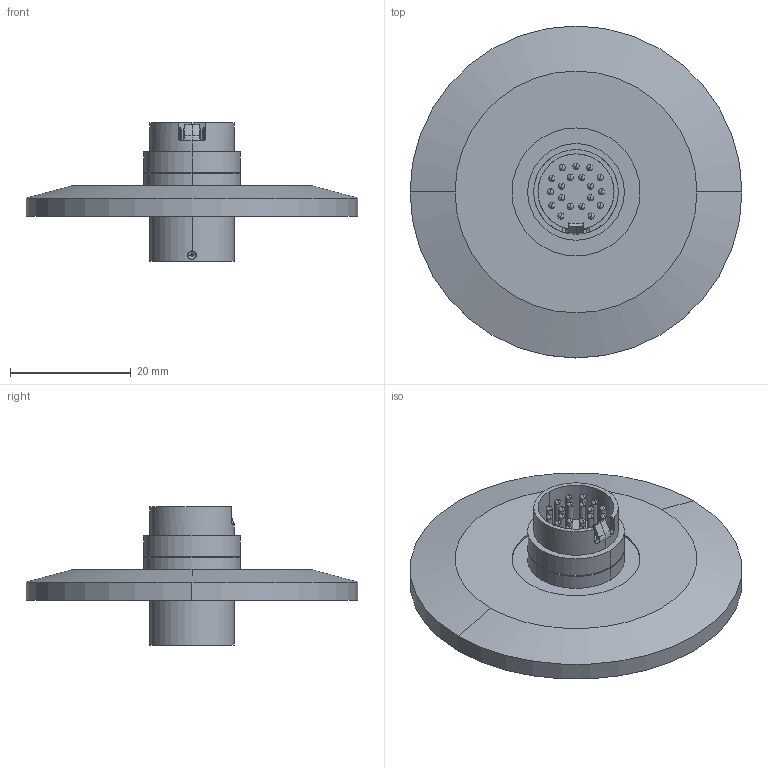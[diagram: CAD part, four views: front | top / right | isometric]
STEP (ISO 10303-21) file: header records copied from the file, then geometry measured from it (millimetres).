
FILE_DESCRIPTION (( 'STEP AP214' ), '1' );
FILE_NAME ('220-CM19-K40.STEP', '2016-11-01T15:12:07', ( 'allectra' ), ( 'Microsoft' ), 'SwSTEP 2.0', 'SolidWorks 2014', '' );
FILE_SCHEMA (( 'AUTOMOTIVE_DESIGN' ));
Length unit declared in the file: millimetre
Products named in the file (28): 9220-PIN-FENI; 9431-KF40-21,2_431-KF40-B; 9220-CM-W-V0914_Einbuchtung-neu; 9220-CM-GLASS19-PLATE; 9220-PIN-FENI_pin vergd; 220-CM19_220-CM19; 220-CM19-K40; 9431-KF40-21,2; 9220-CM-W-V0914
Assembly tree (23 placements, depth 3):
  9220-PIN-FENI
  220-CM19-K40
    9431-KF40-21,2_431-KF40-B
    220-CM19_220-CM19
      9220-CM-W-V0914_Einbuchtung-neu
      9220-CM-GLASS19-PLATE
      9220-PIN-FENI_pin vergd  x19
  9431-KF40-21,2
  9220-CM-W-V0914
  9220-CM-GLASS19-PLATE
Bounding box: 55 x 55 x 22.9 mm (x, y, z)
Volume: 10700.2 mm3; surface area: 10147.6 mm2
Topology: 22 solids, 22 shells, 222 faces, 619 edges, 372 vertices
Faces by surface type: cylinder 105, sphere 76, plane 23, cone 7, torus 7, bspline 4
Entity records: 4478 total; most frequent: CARTESIAN_POINT 955, DIRECTION 700, ORIENTED_EDGE 582, AXIS2_PLACEMENT_3D 305, EDGE_CURVE 291, VERTEX_POINT 192, CIRCLE 167, EDGE_LOOP 163
